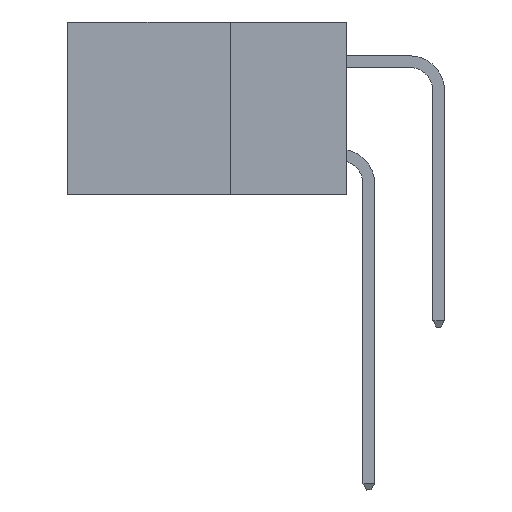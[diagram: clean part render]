
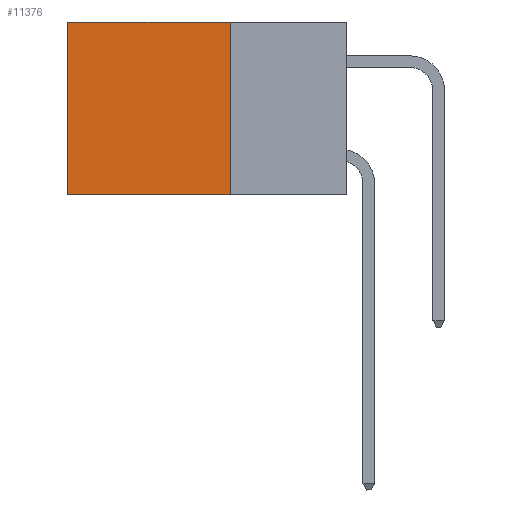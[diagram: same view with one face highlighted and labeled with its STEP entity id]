
A CAD part, left-side view. The second image highlights one B-rep face of the part: STEP entity #11376.
In plain terms, the highlighted planar face has unit normal (-1, 0, 0).
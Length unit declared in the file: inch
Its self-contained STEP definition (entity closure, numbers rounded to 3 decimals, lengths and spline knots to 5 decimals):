
#992 = DIRECTION ( 'NONE',  ( 0., 0., -1. ) ) ;
#2018 = CARTESIAN_POINT ( 'NONE',  ( 0.2875, 0.25, 0. ) ) ;
#2510 = DIRECTION ( 'NONE',  ( 0., 1., 0. ) ) ;
#3657 = VECTOR ( 'NONE', #2510, 39.37008 ) ;
#4642 = DIRECTION ( 'NONE',  ( 0., 1., 0. ) ) ;
#6319 = CARTESIAN_POINT ( 'NONE',  ( 0.2875, 0.6, -0.37 ) ) ;
#6767 = VECTOR ( 'NONE', #992, 39.37008 ) ;
#6905 = LINE ( 'NONE', #27744, #19333 ) ;
#7183 = ORIENTED_EDGE ( 'NONE', *, *, #7557, .F. ) ;
#7557 = EDGE_CURVE ( 'NONE', #9457, #18349, #15309, .T. ) ;
#8554 = FACE_OUTER_BOUND ( 'NONE', #25770, .T. ) ;
#9021 = VERTEX_POINT ( 'NONE', #12388 ) ;
#9457 = VERTEX_POINT ( 'NONE', #23424 ) ;
#11376 = ADVANCED_FACE ( 'NONE', ( #8554 ), #20426, .F. ) ;
#11682 = CARTESIAN_POINT ( 'NONE',  ( 0.2875, 0.25, -0.37 ) ) ;
#12388 = CARTESIAN_POINT ( 'NONE',  ( 0.2875, 0.25, 0. ) ) ;
#12402 = ORIENTED_EDGE ( 'NONE', *, *, #25910, .F. ) ;
#14824 = EDGE_CURVE ( 'NONE', #9021, #28219, #6905, .T. ) ;
#15309 = LINE ( 'NONE', #11682, #3657 ) ;
#16931 = EDGE_CURVE ( 'NONE', #28219, #18349, #18096, .T. ) ;
#17162 = AXIS2_PLACEMENT_3D ( 'NONE', #2018, #27635, #20717 ) ;
#18096 = LINE ( 'NONE', #21746, #21031 ) ;
#18349 = VERTEX_POINT ( 'NONE', #6319 ) ;
#19333 = VECTOR ( 'NONE', #4642, 39.37008 ) ;
#20426 = PLANE ( 'NONE',  #17162 ) ;
#20717 = DIRECTION ( 'NONE',  ( 0., 0., -1. ) ) ;
#21031 = VECTOR ( 'NONE', #24051, 39.37008 ) ;
#21746 = CARTESIAN_POINT ( 'NONE',  ( 0.2875, 0.6, 0. ) ) ;
#22353 = ORIENTED_EDGE ( 'NONE', *, *, #14824, .T. ) ;
#23285 = CARTESIAN_POINT ( 'NONE',  ( 0.2875, 0.6, 0. ) ) ;
#23424 = CARTESIAN_POINT ( 'NONE',  ( 0.2875, 0.25, -0.37 ) ) ;
#23851 = ORIENTED_EDGE ( 'NONE', *, *, #16931, .T. ) ;
#24051 = DIRECTION ( 'NONE',  ( 0., 0., -1. ) ) ;
#25770 = EDGE_LOOP ( 'NONE', ( #23851, #7183, #12402, #22353 ) ) ;
#25910 = EDGE_CURVE ( 'NONE', #9021, #9457, #29213, .T. ) ;
#26480 = CARTESIAN_POINT ( 'NONE',  ( 0.2875, 0.25, 0. ) ) ;
#27635 = DIRECTION ( 'NONE',  ( 1., 0., 0. ) ) ;
#27744 = CARTESIAN_POINT ( 'NONE',  ( 0.2875, 0.25, 0. ) ) ;
#28219 = VERTEX_POINT ( 'NONE', #23285 ) ;
#29213 = LINE ( 'NONE', #26480, #6767 ) ;
